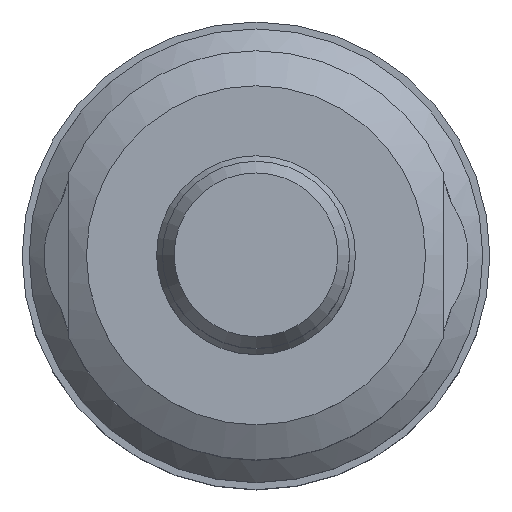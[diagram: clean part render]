
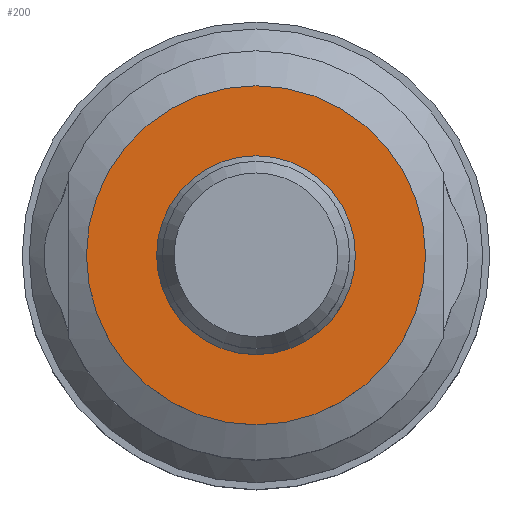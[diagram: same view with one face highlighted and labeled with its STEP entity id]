
A CAD part, top view. The second image highlights one B-rep face of the part: STEP entity #200.
In plain terms, the highlighted planar face has unit normal (0, 0, 1).
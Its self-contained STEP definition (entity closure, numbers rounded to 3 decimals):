
#200=ADVANCED_FACE('240[2]',(#463,#464),#465,.T.);
#236=EDGE_CURVE('240[2]',#516,#516,#517,.T.);
#245=EDGE_CURVE('240[2]',#528,#528,#529,.T.);
#463=FACE_BOUND('',#816,.T.);
#464=FACE_OUTER_BOUND('',#817,.T.);
#465=PLANE('',#818);
#516=VERTEX_POINT('',#887);
#517=CIRCLE('',#888,8.2);
#528=VERTEX_POINT('',#904);
#529=CIRCLE('',#905,14.5);
#816=EDGE_LOOP('',(#1215));
#817=EDGE_LOOP('',(#1216));
#818=AXIS2_PLACEMENT_3D('',#1217,#1218,#1219);
#887=CARTESIAN_POINT('',(8.2,0.,0.));
#888=AXIS2_PLACEMENT_3D('',#1271,#1272,#1273);
#904=CARTESIAN_POINT('',(14.5,0.,0.));
#905=AXIS2_PLACEMENT_3D('',#1284,#1285,#1286);
#1215=ORIENTED_EDGE('',*,*,#236,.F.);
#1216=ORIENTED_EDGE('',*,*,#245,.T.);
#1217=CARTESIAN_POINT('',(11.35,0.,0.));
#1218=DIRECTION('',(0.,0.,1.0));
#1219=DIRECTION('',(1.0,0.,0.));
#1271=CARTESIAN_POINT('',(0.0,0.0,0.0));
#1272=DIRECTION('',(0.,0.,1.0));
#1273=DIRECTION('',(1.0,0.,0.));
#1284=CARTESIAN_POINT('',(0.0,0.0,0.0));
#1285=DIRECTION('',(0.,0.,1.0));
#1286=DIRECTION('',(1.0,0.,0.));
